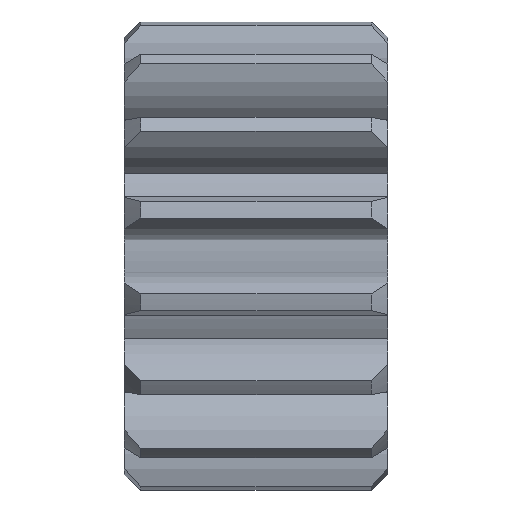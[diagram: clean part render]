
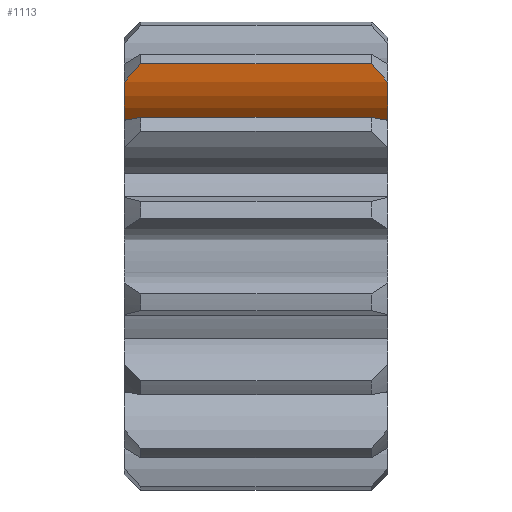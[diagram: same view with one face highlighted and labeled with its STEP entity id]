
A CAD part, front view. The second image highlights one B-rep face of the part: STEP entity #1113.
In plain terms, the highlighted cylindrical face has radius 4.064 mm (diameter 8.128 mm), a partial arc.
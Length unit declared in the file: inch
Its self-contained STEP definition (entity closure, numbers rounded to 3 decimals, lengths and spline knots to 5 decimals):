
#68 = DIRECTION ( 'NONE',  ( 1., 0., 0. ) ) ;
#250 = CARTESIAN_POINT ( 'NONE',  ( 0.46875, -0.26322, 0.36498 ) ) ;
#409 = DIRECTION ( 'NONE',  ( -1., 0., 0. ) ) ;
#459 = EDGE_LOOP ( 'NONE', ( #3652, #1246, #3456, #714, #2826, #3092 ) ) ;
#499 = CARTESIAN_POINT ( 'NONE',  ( 0.0107, -0.26066, 0.34133 ) ) ;
#573 = VECTOR ( 'NONE', #68, 39.37008 ) ;
#619 = CIRCLE ( 'NONE', #2685, 0.16 ) ;
#641 = CARTESIAN_POINT ( 'NONE',  ( 0.4893, -0.26066, 0.34133 ) ) ;
#644 = DIRECTION ( 'NONE',  ( 1., 0., 0. ) ) ;
#687 = CARTESIAN_POINT ( 'NONE',  ( 0.5, -0.10343, 0.37319 ) ) ;
#714 = ORIENTED_EDGE ( 'NONE', *, *, #1029, .T. ) ;
#731 = CARTESIAN_POINT ( 'NONE',  ( 0., -0.25755, 0.33018 ) ) ;
#805 = EDGE_CURVE ( 'NONE', #2613, #3144, #1828, .T. ) ;
#924 = CARTESIAN_POINT ( 'NONE',  ( 0.5, -0.25755, 0.33018 ) ) ;
#1029 = EDGE_CURVE ( 'NONE', #3273, #3448, #1497, .T. ) ;
#1113 = ADVANCED_FACE ( 'NONE', ( #2096 ), #3224, .T. ) ;
#1171 = AXIS2_PLACEMENT_3D ( 'NONE', #3245, #1565, #2689 ) ;
#1186 = EDGE_CURVE ( 'NONE', #3448, #3468, #2783, .T. ) ;
#1211 = VERTEX_POINT ( 'NONE', #731 ) ;
#1246 = ORIENTED_EDGE ( 'NONE', *, *, #3334, .T. ) ;
#1497 = LINE ( 'NONE', #2624, #573 ) ;
#1565 = DIRECTION ( 'NONE',  ( -1., 0., 0. ) ) ;
#1596 = CARTESIAN_POINT ( 'NONE',  ( 0., -0.21627, 0.25975 ) ) ;
#1640 = EDGE_CURVE ( 'NONE', #1211, #3273, #619, .T. ) ;
#1641 = CARTESIAN_POINT ( 'NONE',  ( 0., -0.25755, 0.33018 ) ) ;
#1733 = CARTESIAN_POINT ( 'NONE',  ( 0.5, -0.21627, 0.25975 ) ) ;
#1781 = CARTESIAN_POINT ( 'NONE',  ( 0.47889, -0.2626, 0.35293 ) ) ;
#1783 = DIRECTION ( 'NONE',  ( 0., 0., 1. ) ) ;
#1827 = DIRECTION ( 'NONE',  ( -1., 0., 0. ) ) ;
#1828 = LINE ( 'NONE', #2956, #3502 ) ;
#1918 = CARTESIAN_POINT ( 'NONE',  ( 0.03125, -0.26322, 0.36498 ) ) ;
#1952 = B_SPLINE_CURVE_WITH_KNOTS ( 'NONE', 3,
 ( #1918, #3042, #499, #1641 ),
 .UNSPECIFIED., .F., .F.,
 ( 4, 4 ),
 ( 0., 0.0012 ),
 .UNSPECIFIED. ) ;
#2052 = CARTESIAN_POINT ( 'NONE',  ( 0.03125, -0.26322, 0.36498 ) ) ;
#2096 = FACE_OUTER_BOUND ( 'NONE', #459, .T. ) ;
#2577 = B_SPLINE_CURVE_WITH_KNOTS ( 'NONE', 3,
 ( #3179, #641, #1781, #2909 ),
 .UNSPECIFIED., .F., .F.,
 ( 4, 4 ),
 ( 0., 0.0012 ),
 .UNSPECIFIED. ) ;
#2613 = VERTEX_POINT ( 'NONE', #250 ) ;
#2624 = CARTESIAN_POINT ( 'NONE',  ( 0.5, -0.21627, 0.25975 ) ) ;
#2685 = AXIS2_PLACEMENT_3D ( 'NONE', #3182, #644, #1783 ) ;
#2689 = DIRECTION ( 'NONE',  ( 0., 0., 1. ) ) ;
#2783 = CIRCLE ( 'NONE', #1171, 0.16 ) ;
#2826 = ORIENTED_EDGE ( 'NONE', *, *, #1186, .T. ) ;
#2909 = CARTESIAN_POINT ( 'NONE',  ( 0.46875, -0.26322, 0.36498 ) ) ;
#2955 = DIRECTION ( 'NONE',  ( 0., 0., 1. ) ) ;
#2956 = CARTESIAN_POINT ( 'NONE',  ( 0.5, -0.26322, 0.36498 ) ) ;
#3042 = CARTESIAN_POINT ( 'NONE',  ( 0.02111, -0.2626, 0.35293 ) ) ;
#3092 = ORIENTED_EDGE ( 'NONE', *, *, #3131, .T. ) ;
#3131 = EDGE_CURVE ( 'NONE', #3468, #2613, #2577, .T. ) ;
#3144 = VERTEX_POINT ( 'NONE', #2052 ) ;
#3179 = CARTESIAN_POINT ( 'NONE',  ( 0.5, -0.25755, 0.33018 ) ) ;
#3182 = CARTESIAN_POINT ( 'NONE',  ( 0., -0.10343, 0.37319 ) ) ;
#3224 = CYLINDRICAL_SURFACE ( 'NONE', #3604, 0.16 ) ;
#3245 = CARTESIAN_POINT ( 'NONE',  ( 0.5, -0.10343, 0.37319 ) ) ;
#3273 = VERTEX_POINT ( 'NONE', #1596 ) ;
#3334 = EDGE_CURVE ( 'NONE', #3144, #1211, #1952, .T. ) ;
#3448 = VERTEX_POINT ( 'NONE', #1733 ) ;
#3456 = ORIENTED_EDGE ( 'NONE', *, *, #1640, .T. ) ;
#3468 = VERTEX_POINT ( 'NONE', #924 ) ;
#3502 = VECTOR ( 'NONE', #409, 39.37008 ) ;
#3604 = AXIS2_PLACEMENT_3D ( 'NONE', #687, #1827, #2955 ) ;
#3652 = ORIENTED_EDGE ( 'NONE', *, *, #805, .T. ) ;
